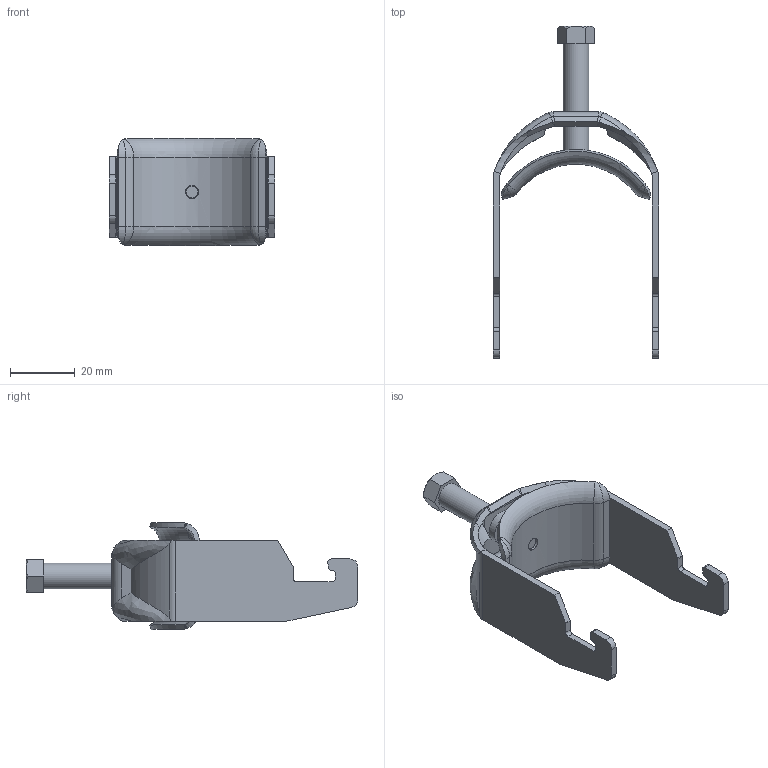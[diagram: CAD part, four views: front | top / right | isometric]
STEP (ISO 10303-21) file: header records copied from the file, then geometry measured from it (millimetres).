
FILE_DESCRIPTION (( 'STEP AP214' ), '1' );
FILE_NAME ('1186642.stp', '2024-04-22T05:07:08', ( '' ), ( '' ), 'SwSTEP 2.0', 'SolidWorks 2022', '' );
FILE_SCHEMA (( 'AUTOMOTIVE_DESIGN' ));
Length unit declared in the file: millimetre
Products named in the file (4): 157112_1Fach; 203433_Standard; 142313_Druckschraube - M8 x 33; 1186642
Assembly tree (3 placements, depth 2):
  1186642
    157112_1Fach
    142313_Druckschraube - M8 x 33
    203433_Standard
Bounding box: 51 x 102.5 x 33.08 mm (x, y, z)
Volume: 13012.7 mm3; surface area: 14121.2 mm2
Topology: 3 solids, 3 shells, 207 faces, 499 edges, 295 vertices
Faces by surface type: plane 73, bspline 56, cylinder 52, torus 12, sphere 8, cone 6
Full cylindrical faces by diameter (mm): 3.6 x1, 4 x1, 6 x1, 8 x1, 8.2 x1, 10 x1
Entity records: 15571 total; most frequent: CARTESIAN_POINT 11233, ORIENTED_EDGE 952, DIRECTION 690, EDGE_CURVE 476, VERTEX_POINT 290, AXIS2_PLACEMENT_3D 257, EDGE_LOOP 226, FACE_OUTER_BOUND 215
